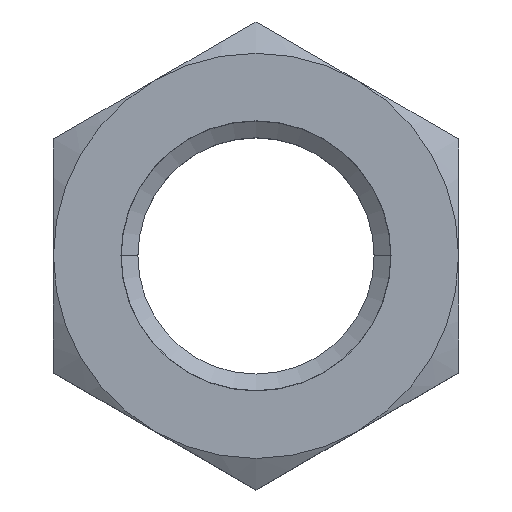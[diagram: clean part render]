
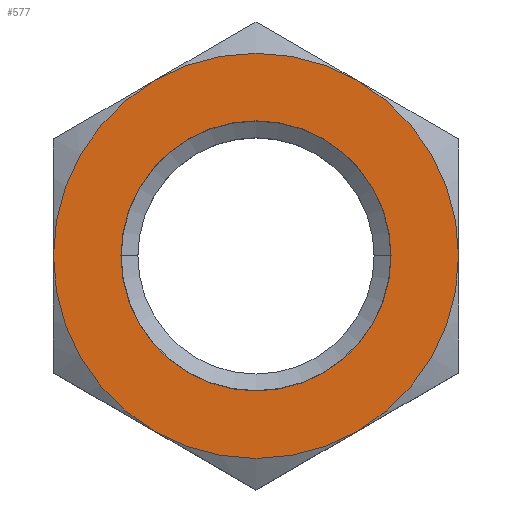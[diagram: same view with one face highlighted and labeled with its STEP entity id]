
A CAD part, top view. The second image highlights one B-rep face of the part: STEP entity #577.
In plain terms, the highlighted planar face has unit normal (0, 0, 1).
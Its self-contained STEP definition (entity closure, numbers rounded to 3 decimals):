
#43 = ORIENTED_EDGE ( 'NONE', *, *, #1208, .T. ) ;
#115 = VERTEX_POINT ( 'NONE', #1043 ) ;
#117 = ORIENTED_EDGE ( 'NONE', *, *, #1205, .T. ) ;
#120 = CIRCLE ( 'NONE', #283, 15. ) ;
#121 = CIRCLE ( 'NONE', #272, 15. ) ;
#142 = CIRCLE ( 'NONE', #291, 15. ) ;
#144 = CIRCLE ( 'NONE', #268, 10. ) ;
#156 = ORIENTED_EDGE ( 'NONE', *, *, #1195, .T. ) ;
#160 = CIRCLE ( 'NONE', #269, 15. ) ;
#173 = CIRCLE ( 'NONE', #276, 15. ) ;
#178 = EDGE_LOOP ( 'NONE', ( #695, #299 ) ) ;
#180 = CIRCLE ( 'NONE', #306, 15. ) ;
#208 = DIRECTION ( 'NONE',  ( 1., 0., 0. ) ) ;
#268 = AXIS2_PLACEMENT_3D ( 'NONE', #654, #653, #652 ) ;
#269 = AXIS2_PLACEMENT_3D ( 'NONE', #662, #661, #658 ) ;
#272 = AXIS2_PLACEMENT_3D ( 'NONE', #668, #667, #666 ) ;
#276 = AXIS2_PLACEMENT_3D ( 'NONE', #675, #674, #673 ) ;
#283 = AXIS2_PLACEMENT_3D ( 'NONE', #681, #679, #676 ) ;
#291 = AXIS2_PLACEMENT_3D ( 'NONE', #696, #693, #692 ) ;
#299 = ORIENTED_EDGE ( 'NONE', *, *, #1103, .F. ) ;
#306 = AXIS2_PLACEMENT_3D ( 'NONE', #709, #708, #707 ) ;
#329 = CIRCLE ( 'NONE', #401, 10. ) ;
#338 = VERTEX_POINT ( 'NONE', #849 ) ;
#367 = CARTESIAN_POINT ( 'NONE',  ( -30., 0., 0. ) ) ;
#401 = AXIS2_PLACEMENT_3D ( 'NONE', #1054, #1053, #1039 ) ;
#431 = CARTESIAN_POINT ( 'NONE',  ( -7.5, -12.99, 0. ) ) ;
#440 = VERTEX_POINT ( 'NONE', #735 ) ;
#483 = PLANE ( 'NONE',  #854 ) ;
#574 = DIRECTION ( 'NONE',  ( 0., 0., 1. ) ) ;
#577 = ADVANCED_FACE ( 'NONE', ( #831, #801 ), #483, .T. ) ;
#587 = CARTESIAN_POINT ( 'NONE',  ( -15., 0., 0. ) ) ;
#630 = CARTESIAN_POINT ( 'NONE',  ( -7.5, 12.99, 0. ) ) ;
#650 = CARTESIAN_POINT ( 'NONE',  ( 7.5, 12.99, 0. ) ) ;
#652 = DIRECTION ( 'NONE',  ( 1., 0., 0. ) ) ;
#653 = DIRECTION ( 'NONE',  ( 0., 0., 1. ) ) ;
#654 = CARTESIAN_POINT ( 'NONE',  ( 0., 0., 0. ) ) ;
#658 = DIRECTION ( 'NONE',  ( 1., 0., 0. ) ) ;
#661 = DIRECTION ( 'NONE',  ( 0., 0., 1. ) ) ;
#662 = CARTESIAN_POINT ( 'NONE',  ( 0., 0., 0. ) ) ;
#666 = DIRECTION ( 'NONE',  ( 1., 0., 0. ) ) ;
#667 = DIRECTION ( 'NONE',  ( 0., 0., 1. ) ) ;
#668 = CARTESIAN_POINT ( 'NONE',  ( 0., 0., 0. ) ) ;
#673 = DIRECTION ( 'NONE',  ( 1., 0., 0. ) ) ;
#674 = DIRECTION ( 'NONE',  ( 0., 0., 1. ) ) ;
#675 = CARTESIAN_POINT ( 'NONE',  ( 0., 0., 0. ) ) ;
#676 = DIRECTION ( 'NONE',  ( 1., 0., 0. ) ) ;
#679 = DIRECTION ( 'NONE',  ( 0., 0., 1. ) ) ;
#681 = CARTESIAN_POINT ( 'NONE',  ( 0., 0., 0. ) ) ;
#692 = DIRECTION ( 'NONE',  ( 1., 0., 0. ) ) ;
#693 = DIRECTION ( 'NONE',  ( 0., 0., 1. ) ) ;
#695 = ORIENTED_EDGE ( 'NONE', *, *, #1210, .F. ) ;
#696 = CARTESIAN_POINT ( 'NONE',  ( 0., 0., 0. ) ) ;
#707 = DIRECTION ( 'NONE',  ( 1., 0., 0. ) ) ;
#708 = DIRECTION ( 'NONE',  ( 0., 0., 1. ) ) ;
#709 = CARTESIAN_POINT ( 'NONE',  ( 0., 0., 0. ) ) ;
#735 = CARTESIAN_POINT ( 'NONE',  ( 15., 0., 0. ) ) ;
#801 = FACE_BOUND ( 'NONE', #178, .T. ) ;
#831 = FACE_OUTER_BOUND ( 'NONE', #1143, .T. ) ;
#849 = CARTESIAN_POINT ( 'NONE',  ( 7.5, -12.99, 0. ) ) ;
#854 = AXIS2_PLACEMENT_3D ( 'NONE', #367, #574, #208 ) ;
#862 = CARTESIAN_POINT ( 'NONE',  ( 10., 0., 0. ) ) ;
#1039 = DIRECTION ( 'NONE',  ( 1., 0., 0. ) ) ;
#1043 = CARTESIAN_POINT ( 'NONE',  ( -10., 0., 0. ) ) ;
#1053 = DIRECTION ( 'NONE',  ( 0., 0., 1. ) ) ;
#1054 = CARTESIAN_POINT ( 'NONE',  ( 0., 0., 0. ) ) ;
#1103 = EDGE_CURVE ( 'NONE', #115, #1174, #329, .T. ) ;
#1143 = EDGE_LOOP ( 'NONE', ( #1300, #156, #1429, #1370, #117, #43 ) ) ;
#1174 = VERTEX_POINT ( 'NONE', #862 ) ;
#1191 = EDGE_CURVE ( 'NONE', #338, #440, #180, .T. ) ;
#1195 = EDGE_CURVE ( 'NONE', #440, #1228, #142, .T. ) ;
#1202 = EDGE_CURVE ( 'NONE', #1228, #1234, #120, .T. ) ;
#1203 = EDGE_CURVE ( 'NONE', #1234, #1249, #173, .T. ) ;
#1205 = EDGE_CURVE ( 'NONE', #1249, #1298, #121, .T. ) ;
#1208 = EDGE_CURVE ( 'NONE', #1298, #338, #160, .T. ) ;
#1210 = EDGE_CURVE ( 'NONE', #1174, #115, #144, .T. ) ;
#1228 = VERTEX_POINT ( 'NONE', #650 ) ;
#1234 = VERTEX_POINT ( 'NONE', #630 ) ;
#1249 = VERTEX_POINT ( 'NONE', #587 ) ;
#1298 = VERTEX_POINT ( 'NONE', #431 ) ;
#1300 = ORIENTED_EDGE ( 'NONE', *, *, #1191, .T. ) ;
#1370 = ORIENTED_EDGE ( 'NONE', *, *, #1203, .T. ) ;
#1429 = ORIENTED_EDGE ( 'NONE', *, *, #1202, .T. ) ;
